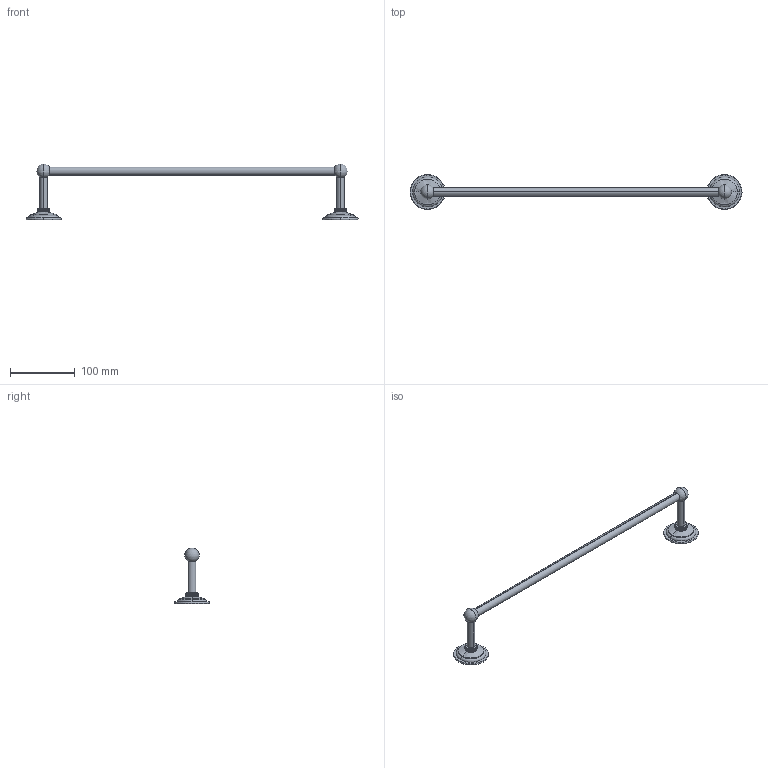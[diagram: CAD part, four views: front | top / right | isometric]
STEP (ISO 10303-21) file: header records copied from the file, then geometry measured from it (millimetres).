
FILE_DESCRIPTION((''),'2;1');
FILE_NAME('1600-1230_ASM','2019-11-11T09:41:36',('rsmith'),(''),'CREO PARAMETRIC BY PTC INC, 2018400','CREO PARAMETRIC BY PTC INC, 2018400','');
FILE_SCHEMA(('CONFIG_CONTROL_DESIGN'));
Length unit declared in the file: inch
Products named in the file (6): 40805; 26XX; 40807; 40808; 92308; 1600-1230_ASM
Assembly tree (9 placements, depth 2):
  1600-1230_ASM
    40805  x2
    26XX  x2
    40807  x2
    40808
    92308  x2
Bounding box: 510.83 x 54 x 86 mm (x, y, z)
Volume: 56261.5 mm3; surface area: 100069.1 mm2
Topology: 9 solids, 20 shells, 1114 faces, 2654 edges, 1586 vertices
Faces by surface type: plane 628, bspline 200, cylinder 178, cone 76, torus 20, sphere 12
Entity records: 23490 total; most frequent: CARTESIAN_POINT 11134, ORIENTED_EDGE 2512, DIRECTION 2398, EDGE_CURVE 1328, AXIS2_PLACEMENT_3D 853, VERTEX_POINT 803, VECTOR 692, LINE 692
